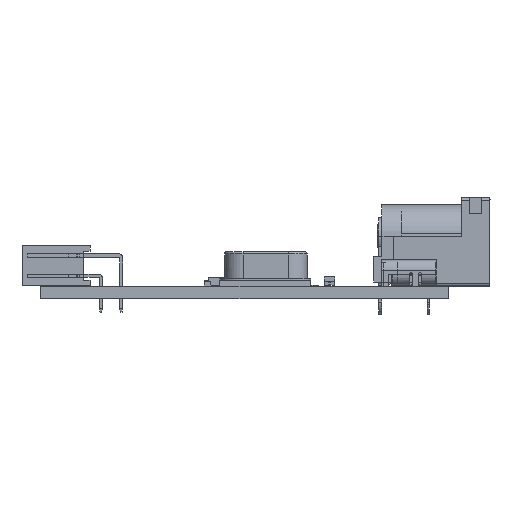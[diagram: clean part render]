
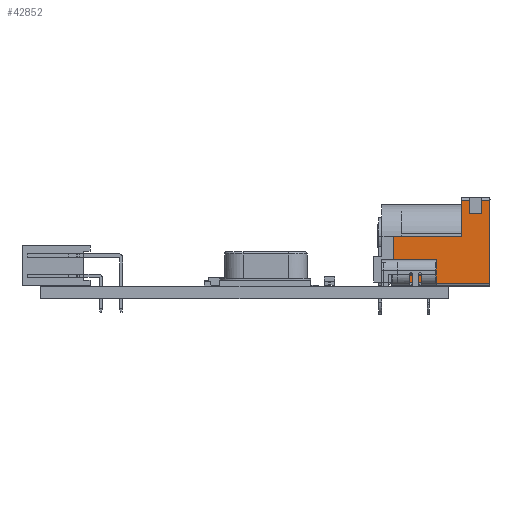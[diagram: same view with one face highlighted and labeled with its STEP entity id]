
A CAD part, left-side view. The second image highlights one B-rep face of the part: STEP entity #42852.
In plain terms, the highlighted planar face has unit normal (-1, 0, 0).
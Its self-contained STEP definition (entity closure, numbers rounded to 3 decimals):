
#42341 = VERTEX_POINT('',#42342);
#42342 = CARTESIAN_POINT('',(-4.5,0.3,-12.1));
#42349 = EDGE_CURVE('',#42350,#42341,#42352,.T.);
#42350 = VERTEX_POINT('',#42351);
#42351 = CARTESIAN_POINT('',(-4.5,6.2,-12.1));
#42352 = LINE('',#42353,#42354);
#42353 = CARTESIAN_POINT('',(-4.5,10.7,-12.1));
#42354 = VECTOR('',#42355,1.);
#42355 = DIRECTION('',(0.,-1.,0.));
#42473 = VERTEX_POINT('',#42474);
#42474 = CARTESIAN_POINT('',(-4.5,10.7,-3.5));
#42481 = EDGE_CURVE('',#42473,#42482,#42484,.T.);
#42482 = VERTEX_POINT('',#42483);
#42483 = CARTESIAN_POINT('',(-4.5,10.7,-2.5));
#42484 = LINE('',#42485,#42486);
#42485 = CARTESIAN_POINT('',(-4.5,10.7,-12.1));
#42486 = VECTOR('',#42487,1.);
#42487 = DIRECTION('',(0.,0.,1.));
#42666 = VERTEX_POINT('',#42667);
#42667 = CARTESIAN_POINT('',(-4.5,10.7,-1.));
#42674 = EDGE_CURVE('',#42666,#42675,#42677,.T.);
#42675 = VERTEX_POINT('',#42676);
#42676 = CARTESIAN_POINT('',(-4.5,10.7,0.));
#42677 = LINE('',#42678,#42679);
#42678 = CARTESIAN_POINT('',(-4.5,10.7,-12.1));
#42679 = VECTOR('',#42680,1.);
#42680 = DIRECTION('',(0.,0.,1.));
#42832 = VERTEX_POINT('',#42833);
#42833 = CARTESIAN_POINT('',(-4.5,0.3,0.));
#42840 = EDGE_CURVE('',#42341,#42832,#42841,.T.);
#42841 = LINE('',#42842,#42843);
#42842 = CARTESIAN_POINT('',(-4.5,0.3,-12.1));
#42843 = VECTOR('',#42844,1.);
#42844 = DIRECTION('',(0.,0.,1.));
#42852 = ADVANCED_FACE('',(#42853),#42901,.T.);
#42853 = FACE_BOUND('',#42854,.T.);
#42854 = EDGE_LOOP('',(#42855,#42863,#42864,#42865,#42871,#42872,#42880,
    #42888,#42894,#42895));
#42855 = ORIENTED_EDGE('',*,*,#42856,.T.);
#42856 = EDGE_CURVE('',#42857,#42350,#42859,.T.);
#42857 = VERTEX_POINT('',#42858);
#42858 = CARTESIAN_POINT('',(-4.5,6.2,-3.5));
#42859 = LINE('',#42860,#42861);
#42860 = CARTESIAN_POINT('',(-4.5,6.2,-3.5));
#42861 = VECTOR('',#42862,1.);
#42862 = DIRECTION('',(-0.,-0.,-1.));
#42863 = ORIENTED_EDGE('',*,*,#42349,.T.);
#42864 = ORIENTED_EDGE('',*,*,#42840,.T.);
#42865 = ORIENTED_EDGE('',*,*,#42866,.F.);
#42866 = EDGE_CURVE('',#42675,#42832,#42867,.T.);
#42867 = LINE('',#42868,#42869);
#42868 = CARTESIAN_POINT('',(-4.5,10.7,0.));
#42869 = VECTOR('',#42870,1.);
#42870 = DIRECTION('',(0.,-1.,0.));
#42871 = ORIENTED_EDGE('',*,*,#42674,.F.);
#42872 = ORIENTED_EDGE('',*,*,#42873,.F.);
#42873 = EDGE_CURVE('',#42874,#42666,#42876,.T.);
#42874 = VERTEX_POINT('',#42875);
#42875 = CARTESIAN_POINT('',(-4.5,9.,-1.));
#42876 = LINE('',#42877,#42878);
#42877 = CARTESIAN_POINT('',(-4.5,9.,-1.));
#42878 = VECTOR('',#42879,1.);
#42879 = DIRECTION('',(0.,1.,0.));
#42880 = ORIENTED_EDGE('',*,*,#42881,.F.);
#42881 = EDGE_CURVE('',#42882,#42874,#42884,.T.);
#42882 = VERTEX_POINT('',#42883);
#42883 = CARTESIAN_POINT('',(-4.5,9.,-2.5));
#42884 = LINE('',#42885,#42886);
#42885 = CARTESIAN_POINT('',(-4.5,9.,-2.5));
#42886 = VECTOR('',#42887,1.);
#42887 = DIRECTION('',(0.,0.,1.));
#42888 = ORIENTED_EDGE('',*,*,#42889,.T.);
#42889 = EDGE_CURVE('',#42882,#42482,#42890,.T.);
#42890 = LINE('',#42891,#42892);
#42891 = CARTESIAN_POINT('',(-4.5,9.,-2.5));
#42892 = VECTOR('',#42893,1.);
#42893 = DIRECTION('',(0.,1.,0.));
#42894 = ORIENTED_EDGE('',*,*,#42481,.F.);
#42895 = ORIENTED_EDGE('',*,*,#42896,.F.);
#42896 = EDGE_CURVE('',#42857,#42473,#42897,.T.);
#42897 = LINE('',#42898,#42899);
#42898 = CARTESIAN_POINT('',(-4.5,11.,-3.5));
#42899 = VECTOR('',#42900,1.);
#42900 = DIRECTION('',(0.,1.,0.));
#42901 = PLANE('',#42902);
#42902 = AXIS2_PLACEMENT_3D('',#42903,#42904,#42905);
#42903 = CARTESIAN_POINT('',(-4.5,10.7,-12.1));
#42904 = DIRECTION('',(-1.,0.,0.));
#42905 = DIRECTION('',(0.,0.,1.));
